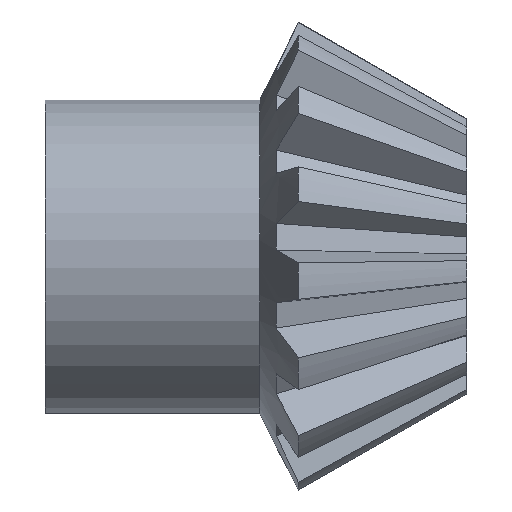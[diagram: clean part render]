
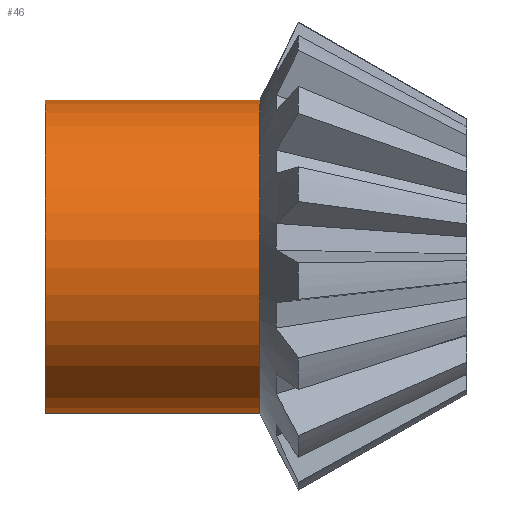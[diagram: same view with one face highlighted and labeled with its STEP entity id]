
A CAD part, top view. The second image highlights one B-rep face of the part: STEP entity #46.
In plain terms, the highlighted cylindrical face has radius 8.5 mm (diameter 17 mm), a partial arc.
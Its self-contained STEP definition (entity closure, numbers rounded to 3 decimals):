
#46=ADVANCED_FACE('',(#130),#131,.T.);
#130=FACE_OUTER_BOUND('',#298,.T.);
#131=CYLINDRICAL_SURFACE('',#299,8.5);
#298=EDGE_LOOP('',(#466,#467,#468,#469));
#299=AXIS2_PLACEMENT_3D('',#470,#471,#472);
#466=ORIENTED_EDGE('',*,*,#1197,.F.);
#467=ORIENTED_EDGE('',*,*,#1198,.T.);
#468=ORIENTED_EDGE('',*,*,#1199,.F.);
#469=ORIENTED_EDGE('',*,*,#1200,.F.);
#470=CARTESIAN_POINT('',(-30.002,0.0,0.0));
#471=DIRECTION('',(1.0,0.0,0.0));
#472=DIRECTION('',(0.0,0.995,-0.105));
#1197=EDGE_CURVE('',#1438,#1439,#1440,.T.);
#1198=EDGE_CURVE('',#1438,#1441,#1442,.T.);
#1199=EDGE_CURVE('',#1443,#1441,#1444,.T.);
#1200=EDGE_CURVE('',#1439,#1443,#1445,.T.);
#1438=VERTEX_POINT('',#1839);
#1439=VERTEX_POINT('',#1840);
#1440=LINE('',#1841,#1842);
#1441=VERTEX_POINT('',#1843);
#1442=CIRCLE('',#1844,8.5);
#1443=VERTEX_POINT('',#1845);
#1444=LINE('',#1846,#1847);
#1445=CIRCLE('',#1848,8.5);
#1839=CARTESIAN_POINT('',(-35.8,8.453,-0.888));
#1840=CARTESIAN_POINT('',(-24.205,8.453,-0.888));
#1841=CARTESIAN_POINT('',(-30.002,8.453,-0.888));
#1842=VECTOR('',#3044,1.0);
#1843=CARTESIAN_POINT('',(-35.8,-8.453,0.888));
#1844=AXIS2_PLACEMENT_3D('',#3045,#3046,#3047);
#1845=CARTESIAN_POINT('',(-24.205,-8.453,0.888));
#1846=CARTESIAN_POINT('',(-30.002,-8.453,0.888));
#1847=VECTOR('',#3048,1.0);
#1848=AXIS2_PLACEMENT_3D('',#3049,#3050,#3051);
#3044=DIRECTION('',(1.0,0.0,0.0));
#3045=CARTESIAN_POINT('',(-35.8,0.0,0.0));
#3046=DIRECTION('',(1.0,0.0,0.0));
#3047=DIRECTION('',(0.0,0.995,-0.105));
#3048=DIRECTION('',(-1.0,-0.0,-0.0));
#3049=CARTESIAN_POINT('',(-24.205,0.0,0.0));
#3050=DIRECTION('',(1.0,0.0,0.0));
#3051=DIRECTION('',(0.0,0.995,-0.105));
